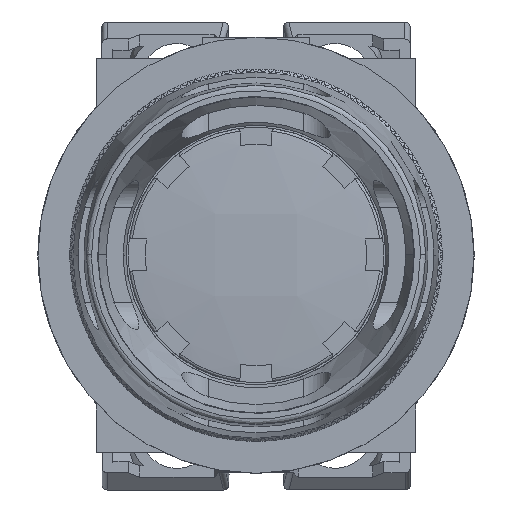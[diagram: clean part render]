
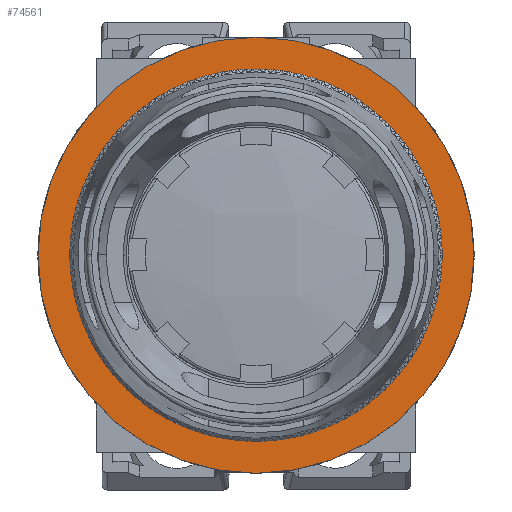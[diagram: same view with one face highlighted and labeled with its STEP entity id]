
A CAD part, top view. The second image highlights one B-rep face of the part: STEP entity #74561.
In plain terms, the highlighted planar face has unit normal (0, 0, 1).
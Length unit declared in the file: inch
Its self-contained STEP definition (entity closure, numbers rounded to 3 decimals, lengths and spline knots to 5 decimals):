
#1251 = EDGE_CURVE ( 'NONE', #71681, #69831, #4273, .T. ) ;
#3138 = FACE_BOUND ( 'NONE', #88597, .T. ) ;
#4273 = CIRCLE ( 'NONE', #97602, 0.62598 ) ;
#7402 = CARTESIAN_POINT ( 'NONE',  ( -0.62598, 0., 0.23622 ) ) ;
#15737 = AXIS2_PLACEMENT_3D ( 'NONE', #51039, #103768, #113104 ) ;
#16271 = EDGE_CURVE ( 'NONE', #59204, #112531, #31966, .T. ) ;
#16450 = ORIENTED_EDGE ( 'NONE', *, *, #41050, .T. ) ;
#21721 = EDGE_LOOP ( 'NONE', ( #16450, #54345 ) ) ;
#26193 = AXIS2_PLACEMENT_3D ( 'NONE', #114871, #61712, #98136 ) ;
#30820 = EDGE_CURVE ( 'NONE', #69831, #71681, #74849, .T. ) ;
#31966 = CIRCLE ( 'NONE', #26193, 0.80709 ) ;
#41050 = EDGE_CURVE ( 'NONE', #112531, #59204, #91517, .T. ) ;
#43586 = CARTESIAN_POINT ( 'NONE',  ( 0., 0., 0.23622 ) ) ;
#45081 = CARTESIAN_POINT ( 'NONE',  ( 0.62598, 0., 0.23622 ) ) ;
#45469 = CARTESIAN_POINT ( 'NONE',  ( -0.80709, 0., 0.23622 ) ) ;
#46399 = DIRECTION ( 'NONE',  ( -1., 0., 0. ) ) ;
#51039 = CARTESIAN_POINT ( 'NONE',  ( 0., 0., 0.23622 ) ) ;
#54345 = ORIENTED_EDGE ( 'NONE', *, *, #16271, .T. ) ;
#59204 = VERTEX_POINT ( 'NONE', #63026 ) ;
#60191 = ORIENTED_EDGE ( 'NONE', *, *, #1251, .T. ) ;
#61712 = DIRECTION ( 'NONE',  ( 0., 0., 1. ) ) ;
#62710 = CARTESIAN_POINT ( 'NONE',  ( 0., 0., 0.23622 ) ) ;
#63026 = CARTESIAN_POINT ( 'NONE',  ( 0.80709, 0., 0.23622 ) ) ;
#65511 = AXIS2_PLACEMENT_3D ( 'NONE', #62710, #99913, #46399 ) ;
#68604 = CARTESIAN_POINT ( 'NONE',  ( 0., 0., 0.23622 ) ) ;
#69831 = VERTEX_POINT ( 'NONE', #7402 ) ;
#71681 = VERTEX_POINT ( 'NONE', #45081 ) ;
#74561 = ADVANCED_FACE ( 'NONE', ( #3138, #107195 ), #105028, .T. ) ;
#74849 = CIRCLE ( 'NONE', #65511, 0.62598 ) ;
#77927 = DIRECTION ( 'NONE',  ( 0., 0., 1. ) ) ;
#88540 = DIRECTION ( 'NONE',  ( 0., 0., -1. ) ) ;
#88597 = EDGE_LOOP ( 'NONE', ( #103697, #60191 ) ) ;
#91517 = CIRCLE ( 'NONE', #15737, 0.80709 ) ;
#97602 = AXIS2_PLACEMENT_3D ( 'NONE', #43586, #88540, #97870 ) ;
#97870 = DIRECTION ( 'NONE',  ( -1., 0., 0. ) ) ;
#98136 = DIRECTION ( 'NONE',  ( -1., 0., 0. ) ) ;
#99913 = DIRECTION ( 'NONE',  ( 0., 0., -1. ) ) ;
#103697 = ORIENTED_EDGE ( 'NONE', *, *, #30820, .T. ) ;
#103768 = DIRECTION ( 'NONE',  ( 0., 0., 1. ) ) ;
#105028 = PLANE ( 'NONE',  #112192 ) ;
#105400 = DIRECTION ( 'NONE',  ( 1., 0., 0. ) ) ;
#107195 = FACE_OUTER_BOUND ( 'NONE', #21721, .T. ) ;
#112192 = AXIS2_PLACEMENT_3D ( 'NONE', #68604, #77927, #105400 ) ;
#112531 = VERTEX_POINT ( 'NONE', #45469 ) ;
#113104 = DIRECTION ( 'NONE',  ( -1., 0., 0. ) ) ;
#114871 = CARTESIAN_POINT ( 'NONE',  ( 0., 0., 0.23622 ) ) ;
